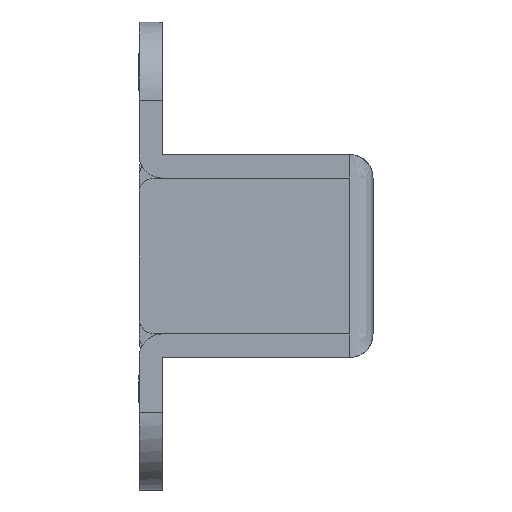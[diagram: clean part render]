
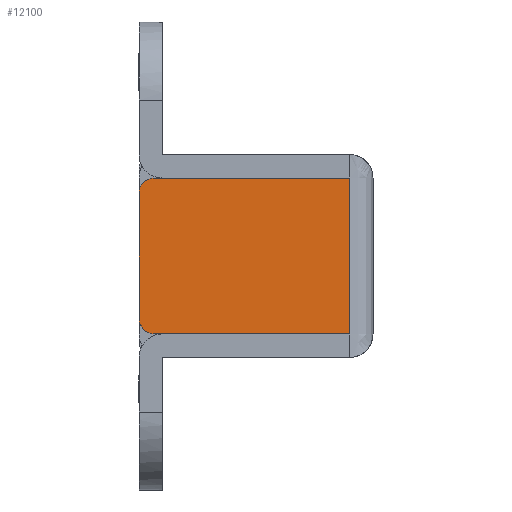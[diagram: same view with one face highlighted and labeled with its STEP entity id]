
A CAD part, left-side view. The second image highlights one B-rep face of the part: STEP entity #12100.
In plain terms, the highlighted free-form (B-spline) face has degree [1, 1] with [2, 2] control points.
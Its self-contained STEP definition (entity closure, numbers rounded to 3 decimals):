
#12039=CARTESIAN_POINT('',(-14.,-6.674,5.489));
#12040=CARTESIAN_POINT('',(-14.,8.174,5.489));
#12041=CARTESIAN_POINT('',(-14.,-6.674,-5.489));
#12042=CARTESIAN_POINT('',(-14.,8.174,-5.489));
#12043=B_SPLINE_SURFACE_WITH_KNOTS('',1,1,((#12039,#12041),(#12040,#12042)),.UNSPECIFIED.,.F.,.F.,.U.,(2,2),(2,2),(0.0,14.849),(0.0,10.977),.UNSPECIFIED.);
#12044=CARTESIAN_POINT('',(-14.,7.5,3.99));
#12045=VERTEX_POINT('',#12044);
#12046=CARTESIAN_POINT('',(-14.,6.5,4.99));
#12047=VERTEX_POINT('',#12046);
#12048=CARTESIAN_POINT('',(-14.,7.5,3.99));
#12049=CARTESIAN_POINT('',(-14.,7.5,4.129));
#12050=CARTESIAN_POINT('',(-14.,7.45,4.366));
#12051=CARTESIAN_POINT('',(-14.,7.281,4.632));
#12052=CARTESIAN_POINT('',(-14.,7.07,4.828));
#12053=CARTESIAN_POINT('',(-14.,6.811,4.958));
#12054=CARTESIAN_POINT('',(-14.,6.598,4.99));
#12055=CARTESIAN_POINT('',(-14.,6.5,4.99));
#12056=B_SPLINE_CURVE_WITH_KNOTS('',3,(#12048,#12049,#12050,#12051,#12052,#12053,#12054,#12055),.UNSPECIFIED.,.F.,.U.,(4,1,1,1,1,4),(0.,0.417,0.712,0.933,1.276,1.571),.UNSPECIFIED.);
#12057=EDGE_CURVE('',#12045,#12047,#12056,.T.);
#12058=ORIENTED_EDGE('',*,*,#12057,.F.);
#12059=CARTESIAN_POINT('',(-14.,7.5,-3.99));
#12060=VERTEX_POINT('',#12059);
#12061=CARTESIAN_POINT('',(-14.,7.5,3.99));
#12062=CARTESIAN_POINT('',(-14.,7.5,-3.99));
#12063=QUASI_UNIFORM_CURVE('',1,(#12061,#12062),.UNSPECIFIED.,.F.,.U.);
#12064=EDGE_CURVE('',#12045,#12060,#12063,.T.);
#12065=ORIENTED_EDGE('',*,*,#12064,.T.);
#12066=CARTESIAN_POINT('',(-14.,6.5,-4.99));
#12067=VERTEX_POINT('',#12066);
#12068=CARTESIAN_POINT('',(-14.,6.5,-4.99));
#12069=CARTESIAN_POINT('',(-14.,6.606,-4.99));
#12070=CARTESIAN_POINT('',(-14.,6.786,-4.961));
#12071=CARTESIAN_POINT('',(-14.,7.071,-4.831));
#12072=CARTESIAN_POINT('',(-14.,7.312,-4.612));
#12073=CARTESIAN_POINT('',(-14.,7.468,-4.301));
#12074=CARTESIAN_POINT('',(-14.,7.5,-4.088));
#12075=CARTESIAN_POINT('',(-14.,7.5,-3.99));
#12076=B_SPLINE_CURVE_WITH_KNOTS('',3,(#12068,#12069,#12070,#12071,#12072,#12073,#12074,#12075),.UNSPECIFIED.,.F.,.U.,(4,1,1,1,1,4),(0.,0.319,0.54,0.933,1.276,1.571),.UNSPECIFIED.);
#12077=EDGE_CURVE('',#12067,#12060,#12076,.T.);
#12078=ORIENTED_EDGE('',*,*,#12077,.F.);
#12079=CARTESIAN_POINT('',(-14.0,-6.0,-4.99));
#12080=VERTEX_POINT('',#12079);
#12081=CARTESIAN_POINT('',(-14.,6.5,-4.99));
#12082=CARTESIAN_POINT('',(-14.0,-6.0,-4.99));
#12083=QUASI_UNIFORM_CURVE('',1,(#12081,#12082),.UNSPECIFIED.,.F.,.U.);
#12084=EDGE_CURVE('',#12067,#12080,#12083,.T.);
#12085=ORIENTED_EDGE('',*,*,#12084,.T.);
#12086=CARTESIAN_POINT('',(-14.,-6.0,4.99));
#12087=VERTEX_POINT('',#12086);
#12088=CARTESIAN_POINT('',(-14.0,-6.0,-4.99));
#12089=CARTESIAN_POINT('',(-14.,-6.0,4.99));
#12090=QUASI_UNIFORM_CURVE('',1,(#12088,#12089),.UNSPECIFIED.,.F.,.U.);
#12091=EDGE_CURVE('',#12080,#12087,#12090,.T.);
#12092=ORIENTED_EDGE('',*,*,#12091,.T.);
#12093=CARTESIAN_POINT('',(-14.,-6.0,4.99));
#12094=CARTESIAN_POINT('',(-14.,6.5,4.99));
#12095=QUASI_UNIFORM_CURVE('',1,(#12093,#12094),.UNSPECIFIED.,.F.,.U.);
#12096=EDGE_CURVE('',#12087,#12047,#12095,.T.);
#12097=ORIENTED_EDGE('',*,*,#12096,.T.);
#12098=EDGE_LOOP('',(#12058,#12065,#12078,#12085,#12092,#12097));
#12099=FACE_OUTER_BOUND('',#12098,.T.);
#12100=ADVANCED_FACE('',(#12099),#12043,.T.);
